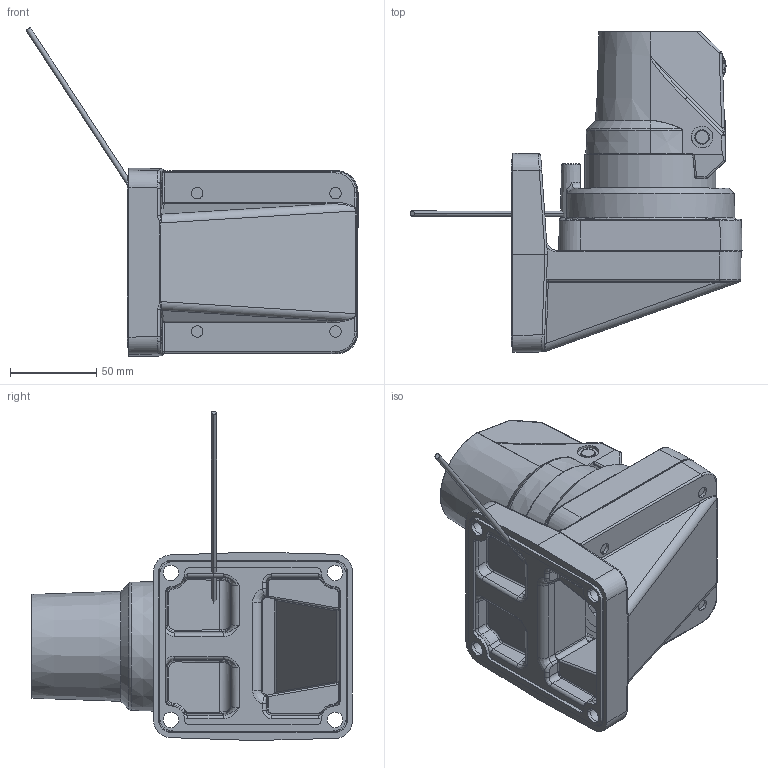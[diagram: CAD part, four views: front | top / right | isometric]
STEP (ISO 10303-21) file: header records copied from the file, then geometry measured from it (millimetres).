
FILE_DESCRIPTION (( 'STEP AP214' ), '1' );
FILE_NAME ('49496200.STEP', '2009-02-25T10:54:52', ( ' ' ), ( '' ), 'SwSTEP 2.0', 'SolidWorks 2008', '' );
FILE_SCHEMA (( 'AUTOMOTIVE_DESIGN' ));
Length unit declared in the file: millimetre
Products named in the file (20): 12034_Standard; 82192_Standard; 84107_Standard; 12028_Standard; 93242_Standard; 83046_Standard; 93220_Standard; 93278_Standard; 82193_Standard; 93201_Standard; 12032_Standard; 49496200; 92146_Standard; 82011_Standard; 84106_Standard; 94658_Standard; 82164_Standard
Assembly tree (29 placements, depth 3):
  49496200
    93201_Standard  x4
    83046_Standard
    93242_Standard  x6
    93278_Standard
    93220_Standard  x2
    12034_Standard
      12034_Standard
    82164_Standard
    82193_Standard
    82011_Standard
    82192_Standard
    92146_Standard
    12032_Standard
      12032_Standard
    84106_Standard
    94658_Standard  x2
    12028_Standard
      12028_Standard
    84107_Standard
Bounding box: 192.04 x 185.5 x 190.34 mm (x, y, z)
Volume: 730238 mm3; surface area: 236470.4 mm2
Topology: 116 solids, 116 shells, 2631 faces, 6377 edges, 4006 vertices
Faces by surface type: plane 1055, bspline 829, cylinder 415, torus 195, cone 120, sphere 17
Entity records: 122681 total; most frequent: CARTESIAN_POINT 55666, ORIENTED_EDGE 11756, DIRECTION 8419, EDGE_CURVE 5878, VERTEX_POINT 3747, LINE 2945, VECTOR 2945, AXIS2_PLACEMENT_3D 2737
